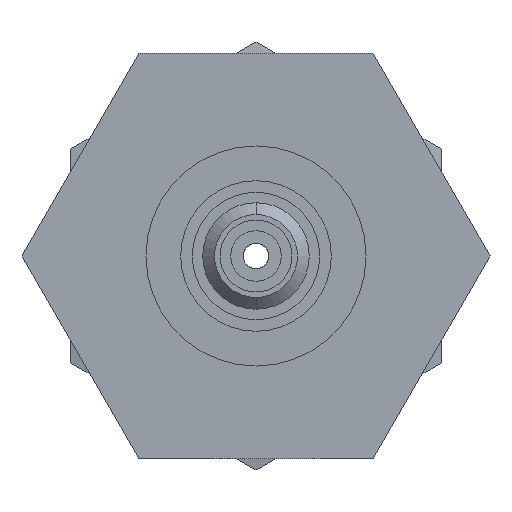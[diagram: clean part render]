
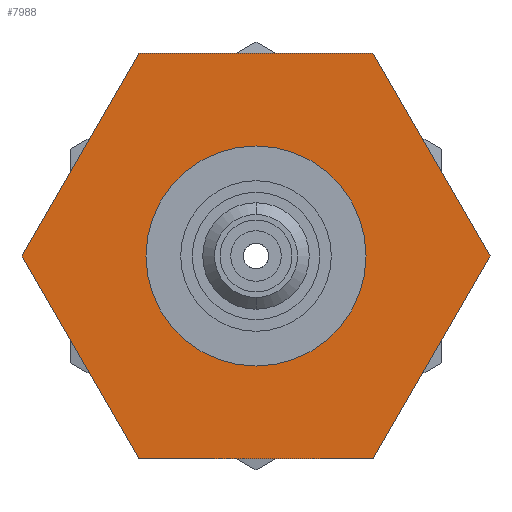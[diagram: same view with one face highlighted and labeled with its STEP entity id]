
A CAD part, left-side view. The second image highlights one B-rep face of the part: STEP entity #7988.
In plain terms, the highlighted planar face has unit normal (-1, 0, 0).
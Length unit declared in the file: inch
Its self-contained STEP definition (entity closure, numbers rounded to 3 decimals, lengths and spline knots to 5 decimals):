
#611 = CARTESIAN_POINT ( 'NONE',  ( 0.05, -0.39778, 0. ) ) ;
#710 = DIRECTION ( 'NONE',  ( 0., 0.5, -0.866 ) ) ;
#964 = FACE_OUTER_BOUND ( 'NONE', #13459, .T. ) ;
#1219 = FACE_BOUND ( 'NONE', #13358, .T. ) ;
#1255 = CARTESIAN_POINT ( 'NONE',  ( 0.05, 0.39778, 0. ) ) ;
#1276 = DIRECTION ( 'NONE',  ( 0., 0., -1. ) ) ;
#1282 = DIRECTION ( 'NONE',  ( 1., 0., 0. ) ) ;
#1284 = PLANE ( 'NONE',  #9561 ) ;
#2383 = CARTESIAN_POINT ( 'NONE',  ( 0.05, 0.19889, 0.34449 ) ) ;
#2388 = CARTESIAN_POINT ( 'NONE',  ( 0.05, -0.19889, -0.34449 ) ) ;
#2438 = CARTESIAN_POINT ( 'NONE',  ( 0.05, -0.19889, 0.34449 ) ) ;
#2449 = CARTESIAN_POINT ( 'NONE',  ( 0.05, 0., -0.18701 ) ) ;
#2728 = DIRECTION ( 'NONE',  ( 0., -1., 0. ) ) ;
#2753 = CARTESIAN_POINT ( 'NONE',  ( 0.05, -0.19889, 0.34449 ) ) ;
#2801 = CARTESIAN_POINT ( 'NONE',  ( 0.05, 0.39778, 0. ) ) ;
#2805 = DIRECTION ( 'NONE',  ( 0., -0.5, -0.866 ) ) ;
#2984 = DIRECTION ( 'NONE',  ( 0., -0.5, 0.866 ) ) ;
#3019 = CARTESIAN_POINT ( 'NONE',  ( 0.05, 0.19889, 0.34449 ) ) ;
#3445 = EDGE_CURVE ( 'NONE', #9082, #13048, #4249, .T. ) ;
#3453 = EDGE_CURVE ( 'NONE', #8689, #9082, #4182, .T. ) ;
#3556 = EDGE_CURVE ( 'NONE', #9099, #8578, #4230, .T. ) ;
#4182 = LINE ( 'NONE', #6887, #4246 ) ;
#4230 = CIRCLE ( 'NONE', #9627, 0.18701 ) ;
#4234 = VECTOR ( 'NONE', #7254, 39.37008 ) ;
#4246 = VECTOR ( 'NONE', #7770, 39.37008 ) ;
#4249 = LINE ( 'NONE', #7450, #4234 ) ;
#4375 = EDGE_CURVE ( 'NONE', #13048, #8628, #6671, .T. ) ;
#4379 = EDGE_CURVE ( 'NONE', #8614, #8886, #7083, .T. ) ;
#4415 = EDGE_CURVE ( 'NONE', #8628, #8614, #6616, .T. ) ;
#5537 = EDGE_CURVE ( 'NONE', #8578, #9099, #6549, .T. ) ;
#5795 = EDGE_CURVE ( 'NONE', #8886, #8689, #10133, .T. ) ;
#6526 = VECTOR ( 'NONE', #2728, 39.37008 ) ;
#6549 = CIRCLE ( 'NONE', #9644, 0.18701 ) ;
#6577 = VECTOR ( 'NONE', #2984, 39.37008 ) ;
#6616 = LINE ( 'NONE', #3019, #6526 ) ;
#6671 = LINE ( 'NONE', #2801, #6577 ) ;
#6799 = VECTOR ( 'NONE', #2805, 39.37008 ) ;
#6837 = DIRECTION ( 'NONE',  ( 0., 0., -1. ) ) ;
#6887 = CARTESIAN_POINT ( 'NONE',  ( 0.05, -0.19889, -0.34449 ) ) ;
#7019 = DIRECTION ( 'NONE',  ( 1., 0., 0. ) ) ;
#7083 = LINE ( 'NONE', #2753, #6799 ) ;
#7254 = DIRECTION ( 'NONE',  ( 0., 0.5, 0.866 ) ) ;
#7450 = CARTESIAN_POINT ( 'NONE',  ( 0.05, 0.19889, -0.34449 ) ) ;
#7511 = CARTESIAN_POINT ( 'NONE',  ( 0.05, 0., 0. ) ) ;
#7770 = DIRECTION ( 'NONE',  ( 0., 1., 0. ) ) ;
#7988 = ADVANCED_FACE ( 'NONE', ( #964, #1219 ), #1284, .F. ) ;
#8247 = CARTESIAN_POINT ( 'NONE',  ( 0.05, 0., 0. ) ) ;
#8418 = DIRECTION ( 'NONE',  ( 1., 0., 0. ) ) ;
#8429 = DIRECTION ( 'NONE',  ( 0., 0., -1. ) ) ;
#8578 = VERTEX_POINT ( 'NONE', #2449 ) ;
#8614 = VERTEX_POINT ( 'NONE', #2438 ) ;
#8628 = VERTEX_POINT ( 'NONE', #2383 ) ;
#8689 = VERTEX_POINT ( 'NONE', #2388 ) ;
#8886 = VERTEX_POINT ( 'NONE', #11307 ) ;
#9082 = VERTEX_POINT ( 'NONE', #11871 ) ;
#9099 = VERTEX_POINT ( 'NONE', #11895 ) ;
#9561 = AXIS2_PLACEMENT_3D ( 'NONE', #1255, #1282, #1276 ) ;
#9627 = AXIS2_PLACEMENT_3D ( 'NONE', #7511, #7019, #6837 ) ;
#9644 = AXIS2_PLACEMENT_3D ( 'NONE', #8247, #8418, #8429 ) ;
#10025 = VECTOR ( 'NONE', #710, 39.37008 ) ;
#10133 = LINE ( 'NONE', #611, #10025 ) ;
#10380 = ORIENTED_EDGE ( 'NONE', *, *, #4375, .F. ) ;
#10574 = ORIENTED_EDGE ( 'NONE', *, *, #4379, .F. ) ;
#10654 = ORIENTED_EDGE ( 'NONE', *, *, #3453, .F. ) ;
#10756 = ORIENTED_EDGE ( 'NONE', *, *, #3556, .T. ) ;
#10770 = ORIENTED_EDGE ( 'NONE', *, *, #5537, .T. ) ;
#10839 = ORIENTED_EDGE ( 'NONE', *, *, #3445, .F. ) ;
#10840 = ORIENTED_EDGE ( 'NONE', *, *, #4415, .F. ) ;
#10867 = ORIENTED_EDGE ( 'NONE', *, *, #5795, .F. ) ;
#11307 = CARTESIAN_POINT ( 'NONE',  ( 0.05, -0.39778, 0. ) ) ;
#11653 = CARTESIAN_POINT ( 'NONE',  ( 0.05, 0.39778, 0. ) ) ;
#11871 = CARTESIAN_POINT ( 'NONE',  ( 0.05, 0.19889, -0.34449 ) ) ;
#11895 = CARTESIAN_POINT ( 'NONE',  ( 0.05, 0., 0.18701 ) ) ;
#13048 = VERTEX_POINT ( 'NONE', #11653 ) ;
#13358 = EDGE_LOOP ( 'NONE', ( #10756, #10770 ) ) ;
#13459 = EDGE_LOOP ( 'NONE', ( #10839, #10654, #10867, #10574, #10840, #10380 ) ) ;
